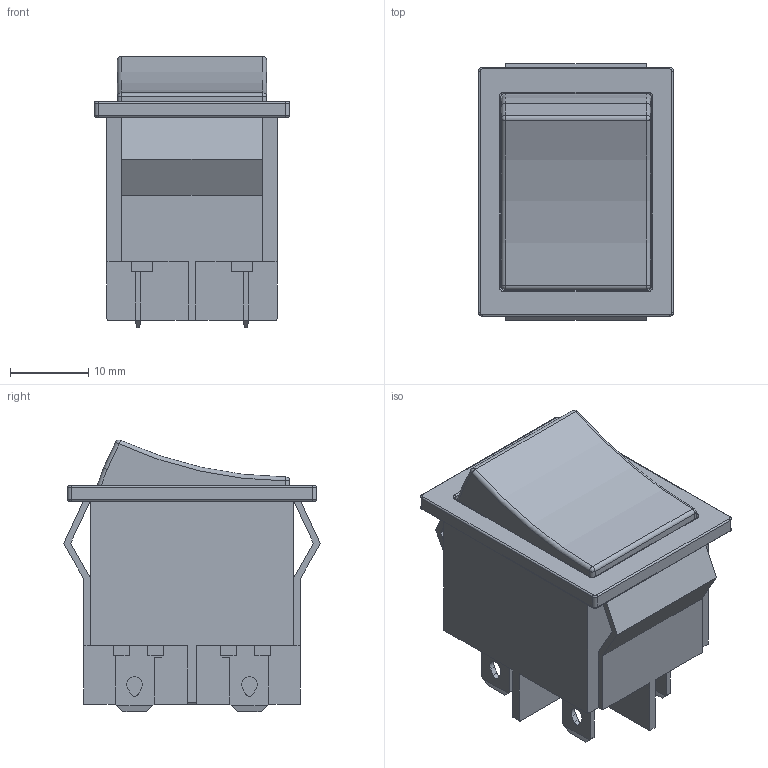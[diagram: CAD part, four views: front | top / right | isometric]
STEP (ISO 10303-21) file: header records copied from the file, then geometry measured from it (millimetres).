
FILE_DESCRIPTION(/* description */ (''),/* implementation_level */ '2;1');
FILE_NAME(/* name */ 'switchBig.stp',/* time_stamp */ '2019-04-28T12:57:05+02:00',/* author */ ('Florin'),/* organization */ (''),/* preprocessor_version */ 'ST-DEVELOPER v16.5',/* originating_system */ 'Autodesk Inventor 2017',/* authorisation */ '');
FILE_SCHEMA (('AUTOMOTIVE_DESIGN { 1 0 10303 214 3 1 1 }'));
Length unit declared in the file: millimetre
Products named in the file (1): switch_main
Bounding box: 25 x 32.9 x 34.84 mm (x, y, z)
Volume: 19663.4 mm3; surface area: 8034.2 mm2
Topology: 6 solids, 6 shells, 206 faces, 540 edges, 344 vertices
Faces by surface type: plane 148, cylinder 38, torus 16, sphere 4
Entity records: 6331 total; most frequent: CARTESIAN_POINT 1089, ORIENTED_EDGE 1076, DIRECTION 1048, EDGE_CURVE 538, LINE 442, VECTOR 442, VERTEX_POINT 344, AXIS2_PLACEMENT_3D 303
